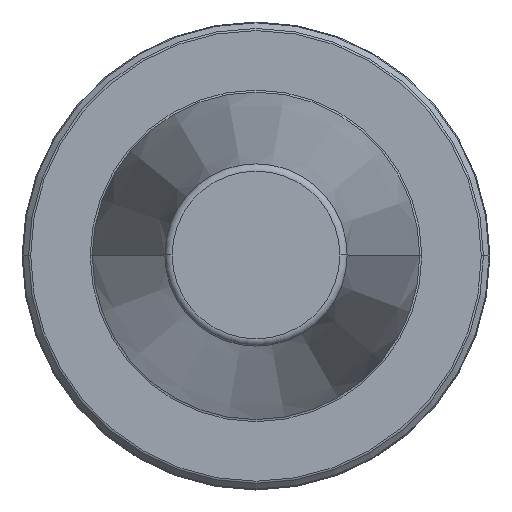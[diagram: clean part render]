
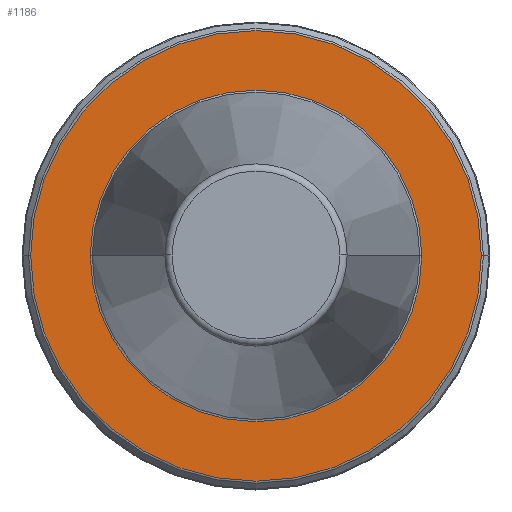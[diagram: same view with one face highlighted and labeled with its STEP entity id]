
A CAD part, top view. The second image highlights one B-rep face of the part: STEP entity #1186.
In plain terms, the highlighted planar face has unit normal (0, 0, 1).
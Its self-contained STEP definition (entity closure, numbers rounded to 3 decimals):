
#22 = VERTEX_POINT ( 'NONE', #1126 ) ;
#69 = EDGE_CURVE ( 'NONE', #528, #22, #1212, .T. ) ;
#93 = CARTESIAN_POINT ( 'NONE',  ( 0., 0., -3.2 ) ) ;
#128 = DIRECTION ( 'NONE',  ( 1., 0., 0. ) ) ;
#151 = FACE_BOUND ( 'NONE', #497, .T. ) ;
#164 = FACE_OUTER_BOUND ( 'NONE', #1025, .T. ) ;
#165 = CIRCLE ( 'NONE', #477, 22.5 ) ;
#180 = DIRECTION ( 'NONE',  ( 1., 0., 0. ) ) ;
#241 = AXIS2_PLACEMENT_3D ( 'NONE', #329, #1024, #432 ) ;
#329 = CARTESIAN_POINT ( 'NONE',  ( 0., 0., -3.2 ) ) ;
#330 = ORIENTED_EDGE ( 'NONE', *, *, #451, .T. ) ;
#344 = VERTEX_POINT ( 'NONE', #750 ) ;
#388 = CIRCLE ( 'NONE', #241, 22.5 ) ;
#409 = AXIS2_PLACEMENT_3D ( 'NONE', #1202, #724, #128 ) ;
#432 = DIRECTION ( 'NONE',  ( 1., 0., 0. ) ) ;
#451 = EDGE_CURVE ( 'NONE', #22, #528, #807, .T. ) ;
#467 = ORIENTED_EDGE ( 'NONE', *, *, #916, .F. ) ;
#477 = AXIS2_PLACEMENT_3D ( 'NONE', #93, #785, #180 ) ;
#497 = EDGE_LOOP ( 'NONE', ( #881, #467 ) ) ;
#506 = DIRECTION ( 'NONE',  ( 0., 0., 1. ) ) ;
#510 = CARTESIAN_POINT ( 'NONE',  ( 0., 0., -3.2 ) ) ;
#522 = DIRECTION ( 'NONE',  ( 1., 0., 0. ) ) ;
#528 = VERTEX_POINT ( 'NONE', #647 ) ;
#620 = PLANE ( 'NONE',  #409 ) ;
#647 = CARTESIAN_POINT ( 'NONE',  ( -30.584, 0., -3.2 ) ) ;
#724 = DIRECTION ( 'NONE',  ( 0., 0., 1. ) ) ;
#750 = CARTESIAN_POINT ( 'NONE',  ( 22.5, 0., -3.2 ) ) ;
#785 = DIRECTION ( 'NONE',  ( 0., 0., 1. ) ) ;
#807 = CIRCLE ( 'NONE', #1108, 30.584 ) ;
#881 = ORIENTED_EDGE ( 'NONE', *, *, #1203, .F. ) ;
#916 = EDGE_CURVE ( 'NONE', #1179, #344, #388, .T. ) ;
#1024 = DIRECTION ( 'NONE',  ( 0., 0., 1. ) ) ;
#1025 = EDGE_LOOP ( 'NONE', ( #330, #1255 ) ) ;
#1093 = AXIS2_PLACEMENT_3D ( 'NONE', #510, #506, #522 ) ;
#1108 = AXIS2_PLACEMENT_3D ( 'NONE', #1216, #1207, #1111 ) ;
#1110 = CARTESIAN_POINT ( 'NONE',  ( -22.5, 0., -3.2 ) ) ;
#1111 = DIRECTION ( 'NONE',  ( 1., 0., 0. ) ) ;
#1126 = CARTESIAN_POINT ( 'NONE',  ( 30.584, 0., -3.2 ) ) ;
#1179 = VERTEX_POINT ( 'NONE', #1110 ) ;
#1186 = ADVANCED_FACE ( 'NONE', ( #164, #151 ), #620, .T. ) ;
#1202 = CARTESIAN_POINT ( 'NONE',  ( 0., 0., -3.2 ) ) ;
#1203 = EDGE_CURVE ( 'NONE', #344, #1179, #165, .T. ) ;
#1207 = DIRECTION ( 'NONE',  ( 0., 0., 1. ) ) ;
#1212 = CIRCLE ( 'NONE', #1093, 30.584 ) ;
#1216 = CARTESIAN_POINT ( 'NONE',  ( 0., 0., -3.2 ) ) ;
#1255 = ORIENTED_EDGE ( 'NONE', *, *, #69, .T. ) ;
